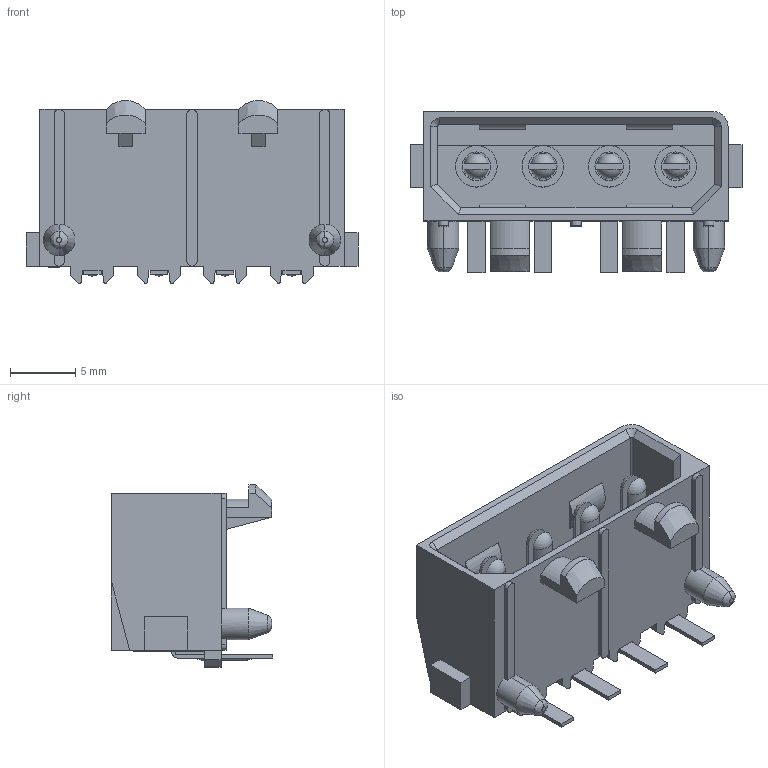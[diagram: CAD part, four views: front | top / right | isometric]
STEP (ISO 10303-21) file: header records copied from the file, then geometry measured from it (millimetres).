
FILE_DESCRIPTION((''),'2;1');
FILE_NAME('C-770846-1','2008-08-08T',('workeradm'),('Tyco Electronics Corporation'),'PRO/ENGINEER BY PARAMETRIC TECHNOLOGY CORPORATION, 2005450','PRO/ENGINEER BY PARAMETRIC TECHNOLOGY CORPORATION, 2005450','');
FILE_SCHEMA(('CONFIG_CONTROL_DESIGN', 'GEOMETRIC_VALIDATION_PROPERTIES_MIM'));
Length unit declared in the file: millimetre
Products named in the file (1): C-770846-1
Bounding box: 25.4 x 12.32 x 13.98 mm (x, y, z)
Volume: 1246.7 mm3; surface area: 2322 mm2
Topology: 1 solids, 1 shells, 449 faces, 1204 edges, 790 vertices
Faces by surface type: plane 349, cylinder 70, bspline 14, sphere 8, cone 6, extrusion 2
Entity records: 14371 total; most frequent: CARTESIAN_POINT 2876, ORIENTED_EDGE 2408, DIRECTION 2266, EDGE_CURVE 1204, VECTOR 1004, LINE 1002, VERTEX_POINT 790, AXIS2_PLACEMENT_3D 631
